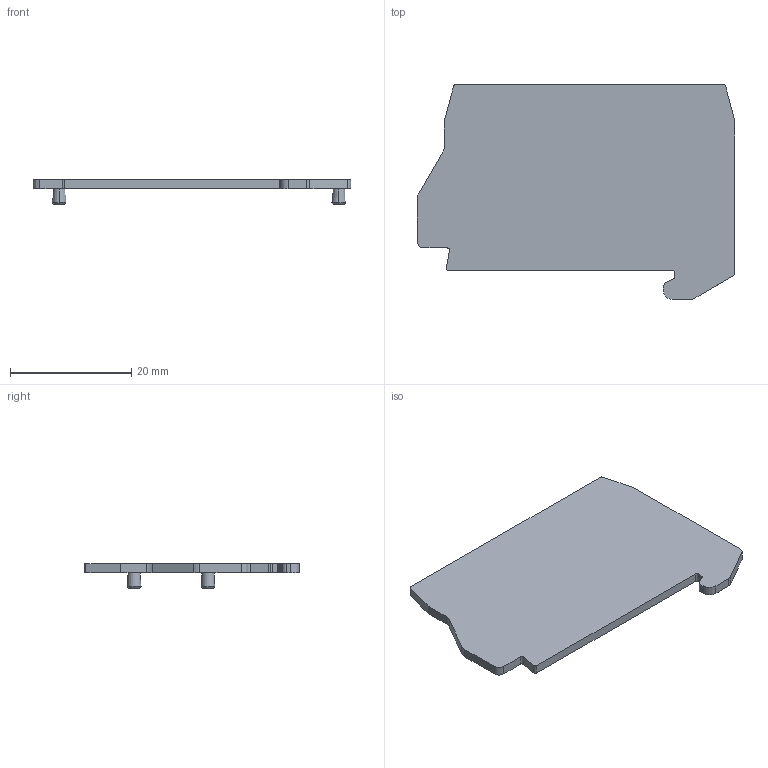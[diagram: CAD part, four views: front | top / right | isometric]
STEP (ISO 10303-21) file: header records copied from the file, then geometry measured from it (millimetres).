
FILE_DESCRIPTION(/* description */ (''),/* implementation_level */ '2;1');
FILE_NAME(/* name */ 'fnt2540_ap_101026.stp',/* time_stamp */ '2016-11-30T11:17:33+01:00',/* author */ (''),/* organization */ (''),/* preprocessor_version */ 'ST-DEVELOPER v16',/* originating_system */ 'SIEMENS PLM Software NX 10.0',/* authorisation */ '');
FILE_SCHEMA (('AP203_CONFIGURATION_CONTROLLED_3D_DESIGN_OF_MECHANICAL_PARTS_AND_ASSEMBLIES_MIM_LF { 1 0 10303 403 2 1 2}'));
Length unit declared in the file: millimetre
Products named in the file (1): scho19946440g4t0
Bounding box: 52.5 x 35.5 x 4 mm (x, y, z)
Volume: 1674.6 mm3; surface area: 3985.1 mm2
Topology: 1 solids, 1 shells, 584 faces, 1544 edges, 1024 vertices
Faces by surface type: plane 338, cylinder 211, extrusion 19, cone 8, torus 7, bspline 1
Entity records: 18731 total; most frequent: CARTESIAN_POINT 3924, ORIENTED_EDGE 3088, DIRECTION 3022, EDGE_CURVE 1544, VERTEX_POINT 1024, AXIS2_PLACEMENT_3D 1011, VECTOR 1000, LINE 981
